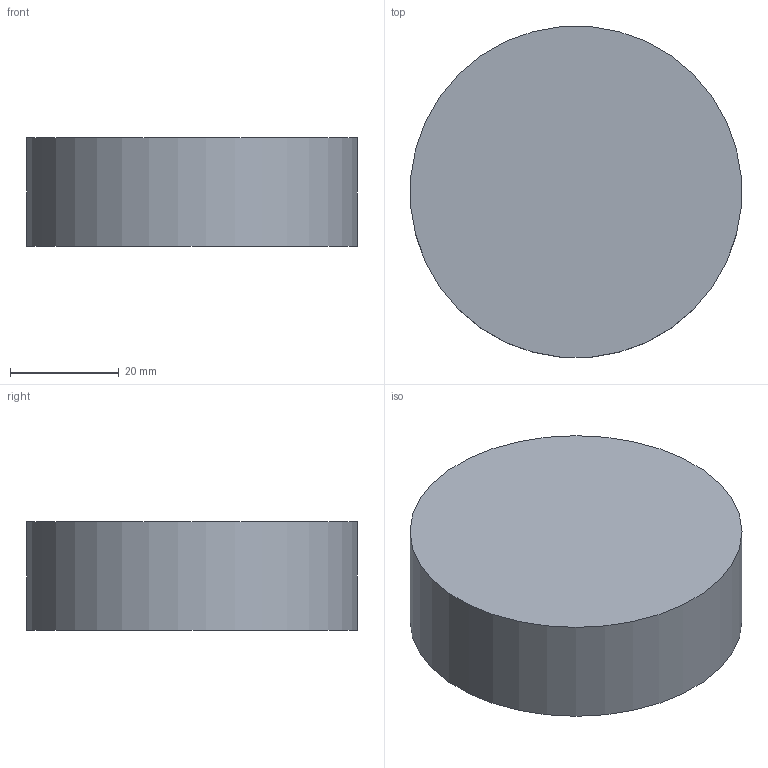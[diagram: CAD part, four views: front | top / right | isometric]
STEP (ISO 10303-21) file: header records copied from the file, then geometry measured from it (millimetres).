
FILE_DESCRIPTION(/* description */ (''),/* implementation_level */ '2;1');
FILE_NAME(/* name */ 'Tread Test v5 Cup.step',/* time_stamp */ '2024-06-12T23:56:49+02:00',/* author */ (''),/* organization */ (''),/* preprocessor_version */ 'ST-DEVELOPER v20',/* originating_system */ 'Autodesk Translation Framework v13.14.0.145',/* authorisation */ '');
FILE_SCHEMA (('AUTOMOTIVE_DESIGN { 1 0 10303 214 3 1 1 }'));
Length unit declared in the file: millimetre
Products named in the file (1): Tread Test
Bounding box: 60.77 x 60.77 x 20 mm (x, y, z)
Volume: 33799.2 mm3; surface area: 13016.2 mm2
Topology: 1 solids, 1 shells, 25 faces, 54 edges, 32 vertices
Faces by surface type: bspline 19, cylinder 3, plane 3
Full cylindrical faces by diameter (mm): 44 x2, 61 x1
Entity records: 2993 total; most frequent: CARTESIAN_POINT 2531, ORIENTED_EDGE 108, EDGE_CURVE 54, DIRECTION 49, B_SPLINE_CURVE_WITH_KNOTS 35, VERTEX_POINT 32, EDGE_LOOP 26, FACE_OUTER_BOUND 25
